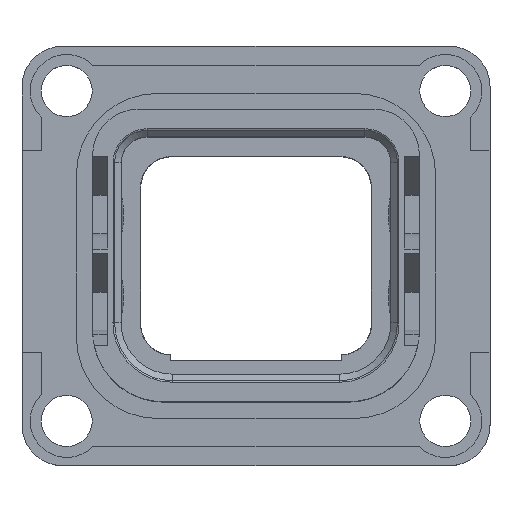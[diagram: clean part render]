
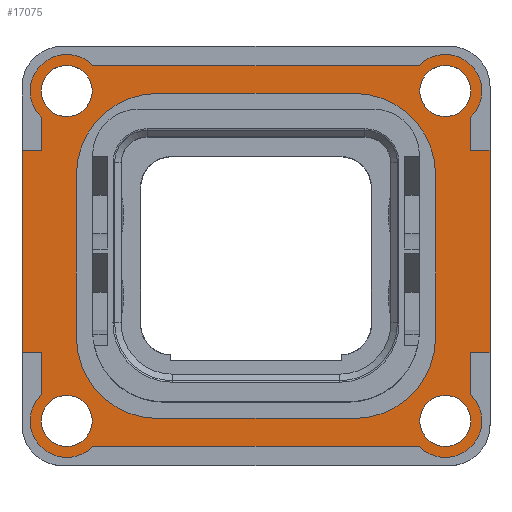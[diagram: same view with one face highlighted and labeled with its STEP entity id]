
A CAD part, top view. The second image highlights one B-rep face of the part: STEP entity #17075.
In plain terms, the highlighted planar face has unit normal (0, 0, 1).
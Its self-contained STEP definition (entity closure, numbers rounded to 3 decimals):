
#259=DIRECTION('',(0.,-1.,0.));
#260=VECTOR('',#259,12.45);
#261=CARTESIAN_POINT('',(-14.4,6.5,1.5));
#262=LINE('',#261,#260);
#317=CARTESIAN_POINT('',(-11.65,10.15,1.5));
#318=DIRECTION('',(0.,0.,1.));
#319=DIRECTION('',(0.716,0.698,0.));
#320=AXIS2_PLACEMENT_3D('',#317,#318,#319);
#327=DIRECTION('',(0.,1.,0.));
#328=VECTOR('',#327,2.588);
#329=CARTESIAN_POINT('',(13.22,-8.538,1.5));
#330=LINE('',#329,#328);
#331=DIRECTION('',(1.,0.,0.));
#332=VECTOR('',#331,20.077);
#333=CARTESIAN_POINT('',(-10.038,-11.72,1.5));
#334=LINE('',#333,#332);
#335=DIRECTION('',(0.,-1.,0.));
#336=VECTOR('',#335,2.588);
#337=CARTESIAN_POINT('',(-13.22,-5.95,1.5));
#338=LINE('',#337,#336);
#339=DIRECTION('',(1.,0.,0.));
#340=VECTOR('',#339,1.18);
#341=CARTESIAN_POINT('',(-14.4,-5.95,1.5));
#342=LINE('',#341,#340);
#343=DIRECTION('',(-1.,0.,0.));
#344=VECTOR('',#343,1.18);
#345=CARTESIAN_POINT('',(-13.22,6.5,1.5));
#346=LINE('',#345,#344);
#347=DIRECTION('',(0.,-1.,0.));
#348=VECTOR('',#347,2.038);
#349=CARTESIAN_POINT('',(-13.22,8.538,1.5));
#350=LINE('',#349,#348);
#351=DIRECTION('',(-1.,0.,0.));
#352=VECTOR('',#351,20.077);
#353=CARTESIAN_POINT('',(10.038,11.72,1.5));
#354=LINE('',#353,#352);
#355=DIRECTION('',(0.,1.,0.));
#356=VECTOR('',#355,2.038);
#357=CARTESIAN_POINT('',(13.22,6.5,1.5));
#358=LINE('',#357,#356);
#359=DIRECTION('',(-1.,0.,0.));
#360=VECTOR('',#359,1.18);
#361=CARTESIAN_POINT('',(14.4,6.5,1.5));
#362=LINE('',#361,#360);
#363=DIRECTION('',(1.,0.,0.));
#364=VECTOR('',#363,1.18);
#365=CARTESIAN_POINT('',(13.22,-5.95,1.5));
#366=LINE('',#365,#364);
#367=CARTESIAN_POINT('',(11.65,-10.15,1.5));
#368=DIRECTION('',(0.,0.,1.));
#369=DIRECTION('',(-1.,0.,0.));
#370=AXIS2_PLACEMENT_3D('',#367,#368,#369);
#372=CARTESIAN_POINT('',(-11.65,-10.15,1.5));
#373=DIRECTION('',(0.,0.,1.));
#374=DIRECTION('',(-1.,0.,0.));
#375=AXIS2_PLACEMENT_3D('',#372,#373,#374);
#377=CARTESIAN_POINT('',(-11.65,10.15,1.5));
#378=DIRECTION('',(0.,0.,1.));
#379=DIRECTION('',(1.,0.,0.));
#380=AXIS2_PLACEMENT_3D('',#377,#378,#379);
#382=CARTESIAN_POINT('',(11.65,10.15,1.5));
#383=DIRECTION('',(0.,0.,1.));
#384=DIRECTION('',(1.,0.,0.));
#385=AXIS2_PLACEMENT_3D('',#382,#383,#384);
#387=CARTESIAN_POINT('',(6.05,5.,1.5));
#388=DIRECTION('',(0.,0.,-1.));
#389=DIRECTION('',(0.,1.,0.));
#390=AXIS2_PLACEMENT_3D('',#387,#388,#389);
#392=DIRECTION('',(1.,0.,0.));
#393=VECTOR('',#392,12.1);
#394=CARTESIAN_POINT('',(-6.05,10.,1.5));
#395=LINE('',#394,#393);
#396=CARTESIAN_POINT('',(-6.05,5.,1.5));
#397=DIRECTION('',(0.,0.,-1.));
#398=DIRECTION('',(-1.,0.,0.));
#399=AXIS2_PLACEMENT_3D('',#396,#397,#398);
#401=DIRECTION('',(0.,1.,0.));
#402=VECTOR('',#401,10.);
#403=CARTESIAN_POINT('',(-11.05,-5.,1.5));
#404=LINE('',#403,#402);
#405=CARTESIAN_POINT('',(-6.05,-5.,1.5));
#406=DIRECTION('',(0.,0.,-1.));
#407=DIRECTION('',(0.,-1.,0.));
#408=AXIS2_PLACEMENT_3D('',#405,#406,#407);
#410=DIRECTION('',(-1.,0.,0.));
#411=VECTOR('',#410,12.1);
#412=CARTESIAN_POINT('',(6.05,-10.,1.5));
#413=LINE('',#412,#411);
#414=CARTESIAN_POINT('',(6.05,-5.,1.5));
#415=DIRECTION('',(0.,0.,-1.));
#416=DIRECTION('',(1.,0.,0.));
#417=AXIS2_PLACEMENT_3D('',#414,#415,#416);
#419=DIRECTION('',(0.,-1.,0.));
#420=VECTOR('',#419,10.);
#421=CARTESIAN_POINT('',(11.05,5.,1.5));
#422=LINE('',#421,#420);
#432=CARTESIAN_POINT('',(11.65,-10.15,1.5));
#433=DIRECTION('',(0.,0.,1.));
#434=DIRECTION('',(-0.716,-0.698,0.));
#435=AXIS2_PLACEMENT_3D('',#432,#433,#434);
#487=DIRECTION('',(0.,1.,0.));
#488=VECTOR('',#487,12.45);
#489=CARTESIAN_POINT('',(14.4,-5.95,1.5));
#490=LINE('',#489,#488);
#516=CARTESIAN_POINT('',(11.65,10.15,1.5));
#517=DIRECTION('',(0.,0.,1.));
#518=DIRECTION('',(0.698,-0.716,0.));
#519=AXIS2_PLACEMENT_3D('',#516,#517,#518);
#545=CARTESIAN_POINT('',(-11.65,-10.15,1.5));
#546=DIRECTION('',(0.,0.,1.));
#547=DIRECTION('',(-0.698,0.716,0.));
#548=AXIS2_PLACEMENT_3D('',#545,#546,#547);
#579=CARTESIAN_POINT('',(11.65,-10.15,1.5));
#580=DIRECTION('',(0.,0.,1.));
#581=DIRECTION('',(1.,0.,0.));
#582=AXIS2_PLACEMENT_3D('',#579,#580,#581);
#584=CARTESIAN_POINT('',(-11.65,-10.15,1.5));
#585=DIRECTION('',(0.,0.,1.));
#586=DIRECTION('',(1.,0.,0.));
#587=AXIS2_PLACEMENT_3D('',#584,#585,#586);
#605=CARTESIAN_POINT('',(-11.65,10.15,1.5));
#606=DIRECTION('',(0.,0.,1.));
#607=DIRECTION('',(-1.,0.,0.));
#608=AXIS2_PLACEMENT_3D('',#605,#606,#607);
#610=CARTESIAN_POINT('',(11.65,10.15,1.5));
#611=DIRECTION('',(0.,0.,1.));
#612=DIRECTION('',(-1.,0.,0.));
#613=AXIS2_PLACEMENT_3D('',#610,#611,#612);
#14905=CARTESIAN_POINT('',(-6.05,10.,1.5));
#14906=CARTESIAN_POINT('',(6.05,10.,1.5));
#14907=VERTEX_POINT('',#14905);
#14908=VERTEX_POINT('',#14906);
#14909=CARTESIAN_POINT('',(11.05,-5.,1.5));
#14910=CARTESIAN_POINT('',(6.05,-10.,1.5));
#14911=VERTEX_POINT('',#14909);
#14912=VERTEX_POINT('',#14910);
#14913=CARTESIAN_POINT('',(11.05,5.,1.5));
#14914=VERTEX_POINT('',#14913);
#14915=CARTESIAN_POINT('',(-11.05,5.,1.5));
#14916=VERTEX_POINT('',#14915);
#14917=CARTESIAN_POINT('',(-11.05,-5.,1.5));
#14918=VERTEX_POINT('',#14917);
#14919=CARTESIAN_POINT('',(-6.05,-10.,1.5));
#14920=VERTEX_POINT('',#14919);
#14949=CARTESIAN_POINT('',(14.4,-5.95,1.5));
#14950=CARTESIAN_POINT('',(14.4,6.5,1.5));
#14951=VERTEX_POINT('',#14949);
#14952=VERTEX_POINT('',#14950);
#14953=CARTESIAN_POINT('',(-14.4,6.5,1.5));
#14954=CARTESIAN_POINT('',(-14.4,-5.95,1.5));
#14955=VERTEX_POINT('',#14953);
#14956=VERTEX_POINT('',#14954);
#14959=CARTESIAN_POINT('',(10.08,10.15,1.5));
#14960=VERTEX_POINT('',#14959);
#14961=CARTESIAN_POINT('',(-10.08,10.15,1.5));
#14962=VERTEX_POINT('',#14961);
#14963=CARTESIAN_POINT('',(-10.08,-10.15,1.5));
#14964=VERTEX_POINT('',#14963);
#14965=CARTESIAN_POINT('',(10.08,-10.15,1.5));
#14966=VERTEX_POINT('',#14965);
#14967=CARTESIAN_POINT('',(-13.22,6.5,1.5));
#14968=VERTEX_POINT('',#14967);
#14969=CARTESIAN_POINT('',(13.22,6.5,1.5));
#14970=VERTEX_POINT('',#14969);
#14971=CARTESIAN_POINT('',(13.22,-5.95,1.5));
#14972=VERTEX_POINT('',#14971);
#16439=CARTESIAN_POINT('',(-13.22,-5.95,1.5));
#16440=VERTEX_POINT('',#16439);
#16537=CARTESIAN_POINT('',(13.22,8.538,1.5));
#16539=VERTEX_POINT('',#16537);
#16541=CARTESIAN_POINT('',(10.038,-11.72,1.5));
#16543=VERTEX_POINT('',#16541);
#16545=CARTESIAN_POINT('',(-10.038,-11.72,1.5));
#16547=VERTEX_POINT('',#16545);
#16549=CARTESIAN_POINT('',(-13.22,-8.538,1.5));
#16551=VERTEX_POINT('',#16549);
#16553=CARTESIAN_POINT('',(-10.038,11.72,1.5));
#16555=VERTEX_POINT('',#16553);
#16557=CARTESIAN_POINT('',(10.038,11.72,1.5));
#16559=VERTEX_POINT('',#16557);
#16561=CARTESIAN_POINT('',(-13.22,8.538,1.5));
#16563=VERTEX_POINT('',#16561);
#16565=CARTESIAN_POINT('',(13.22,-8.538,1.5));
#16567=VERTEX_POINT('',#16565);
#16569=CARTESIAN_POINT('',(13.22,10.15,1.5));
#16570=VERTEX_POINT('',#16569);
#16571=CARTESIAN_POINT('',(-13.22,10.15,1.5));
#16572=VERTEX_POINT('',#16571);
#16573=CARTESIAN_POINT('',(-13.22,-10.15,1.5));
#16574=VERTEX_POINT('',#16573);
#16575=CARTESIAN_POINT('',(13.22,-10.15,1.5));
#16576=VERTEX_POINT('',#16575);
#16996=CARTESIAN_POINT('',(0.,0.,1.5));
#16997=DIRECTION('',(0.,0.,1.));
#16998=DIRECTION('',(1.,0.,0.));
#16999=AXIS2_PLACEMENT_3D('',#16996,#16997,#16998);
#17000=PLANE('',#16999);
#17002=ORIENTED_EDGE('',*,*,#17001,.F.);
#17004=ORIENTED_EDGE('',*,*,#17003,.F.);
#17006=ORIENTED_EDGE('',*,*,#17005,.F.);
#17008=ORIENTED_EDGE('',*,*,#17007,.F.);
#17010=ORIENTED_EDGE('',*,*,#17009,.F.);
#17012=ORIENTED_EDGE('',*,*,#17011,.F.);
#17013=ORIENTED_EDGE('',*,*,#16937,.F.);
#17015=ORIENTED_EDGE('',*,*,#17014,.F.);
#17017=ORIENTED_EDGE('',*,*,#17016,.F.);
#17018=ORIENTED_EDGE('',*,*,#16986,.F.);
#17020=ORIENTED_EDGE('',*,*,#17019,.F.);
#17022=ORIENTED_EDGE('',*,*,#17021,.F.);
#17024=ORIENTED_EDGE('',*,*,#17023,.F.);
#17026=ORIENTED_EDGE('',*,*,#17025,.F.);
#17028=ORIENTED_EDGE('',*,*,#17027,.F.);
#17030=ORIENTED_EDGE('',*,*,#17029,.F.);
#17031=EDGE_LOOP('',(#17002,#17004,#17006,#17008,#17010,#17012,#17013,#17015,
#17017,#17018,#17020,#17022,#17024,#17026,#17028,#17030));
#17032=FACE_OUTER_BOUND('',#17031,.F.);
#17034=ORIENTED_EDGE('',*,*,#17033,.T.);
#17036=ORIENTED_EDGE('',*,*,#17035,.T.);
#17037=EDGE_LOOP('',(#17034,#17036));
#17038=FACE_BOUND('',#17037,.F.);
#17040=ORIENTED_EDGE('',*,*,#17039,.T.);
#17042=ORIENTED_EDGE('',*,*,#17041,.T.);
#17043=EDGE_LOOP('',(#17040,#17042));
#17044=FACE_BOUND('',#17043,.F.);
#17046=ORIENTED_EDGE('',*,*,#17045,.T.);
#17048=ORIENTED_EDGE('',*,*,#17047,.T.);
#17049=EDGE_LOOP('',(#17046,#17048));
#17050=FACE_BOUND('',#17049,.F.);
#17052=ORIENTED_EDGE('',*,*,#17051,.T.);
#17054=ORIENTED_EDGE('',*,*,#17053,.T.);
#17055=EDGE_LOOP('',(#17052,#17054));
#17056=FACE_BOUND('',#17055,.F.);
#17058=ORIENTED_EDGE('',*,*,#17057,.F.);
#17060=ORIENTED_EDGE('',*,*,#17059,.F.);
#17062=ORIENTED_EDGE('',*,*,#17061,.F.);
#17064=ORIENTED_EDGE('',*,*,#17063,.F.);
#17066=ORIENTED_EDGE('',*,*,#17065,.F.);
#17068=ORIENTED_EDGE('',*,*,#17067,.F.);
#17070=ORIENTED_EDGE('',*,*,#17069,.F.);
#17072=ORIENTED_EDGE('',*,*,#17071,.F.);
#17073=EDGE_LOOP('',(#17058,#17060,#17062,#17064,#17066,#17068,#17070,#17072));
#17074=FACE_BOUND('',#17073,.F.);
#17075=ADVANCED_FACE('',(#17032,#17038,#17044,#17050,#17056,#17074),#17000,.T.);
#321=CIRCLE('',#320,2.25);
#371=CIRCLE('',#370,1.57);
#376=CIRCLE('',#375,1.57);
#381=CIRCLE('',#380,1.57);
#386=CIRCLE('',#385,1.57);
#391=CIRCLE('',#390,5.);
#400=CIRCLE('',#399,5.);
#409=CIRCLE('',#408,5.);
#418=CIRCLE('',#417,5.);
#436=CIRCLE('',#435,2.25);
#520=CIRCLE('',#519,2.25);
#549=CIRCLE('',#548,2.25);
#583=CIRCLE('',#582,1.57);
#588=CIRCLE('',#587,1.57);
#609=CIRCLE('',#608,1.57);
#614=CIRCLE('',#613,1.57);
#16937=EDGE_CURVE('',#14955,#14956,#262,.T.);
#16986=EDGE_CURVE('',#16555,#16563,#321,.T.);
#17001=EDGE_CURVE('',#16567,#14972,#330,.T.);
#17003=EDGE_CURVE('',#16543,#16567,#436,.T.);
#17005=EDGE_CURVE('',#16547,#16543,#334,.T.);
#17007=EDGE_CURVE('',#16551,#16547,#549,.T.);
#17009=EDGE_CURVE('',#16440,#16551,#338,.T.);
#17011=EDGE_CURVE('',#14956,#16440,#342,.T.);
#17014=EDGE_CURVE('',#14968,#14955,#346,.T.);
#17016=EDGE_CURVE('',#16563,#14968,#350,.T.);
#17019=EDGE_CURVE('',#16559,#16555,#354,.T.);
#17021=EDGE_CURVE('',#16539,#16559,#520,.T.);
#17023=EDGE_CURVE('',#14970,#16539,#358,.T.);
#17025=EDGE_CURVE('',#14952,#14970,#362,.T.);
#17027=EDGE_CURVE('',#14951,#14952,#490,.T.);
#17029=EDGE_CURVE('',#14972,#14951,#366,.T.);
#17033=EDGE_CURVE('',#14966,#16576,#371,.T.);
#17035=EDGE_CURVE('',#16576,#14966,#583,.T.);
#17039=EDGE_CURVE('',#14964,#16574,#588,.T.);
#17041=EDGE_CURVE('',#16574,#14964,#376,.T.);
#17045=EDGE_CURVE('',#14962,#16572,#381,.T.);
#17047=EDGE_CURVE('',#16572,#14962,#609,.T.);
#17051=EDGE_CURVE('',#14960,#16570,#614,.T.);
#17053=EDGE_CURVE('',#16570,#14960,#386,.T.);
#17057=EDGE_CURVE('',#14908,#14914,#391,.T.);
#17059=EDGE_CURVE('',#14907,#14908,#395,.T.);
#17061=EDGE_CURVE('',#14916,#14907,#400,.T.);
#17063=EDGE_CURVE('',#14918,#14916,#404,.T.);
#17065=EDGE_CURVE('',#14920,#14918,#409,.T.);
#17067=EDGE_CURVE('',#14912,#14920,#413,.T.);
#17069=EDGE_CURVE('',#14911,#14912,#418,.T.);
#17071=EDGE_CURVE('',#14914,#14911,#422,.T.);
